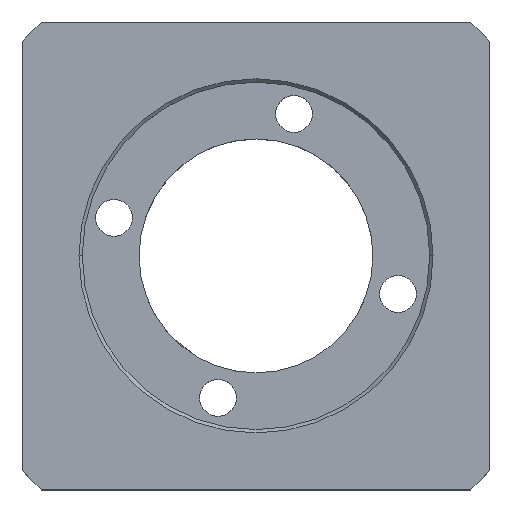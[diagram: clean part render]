
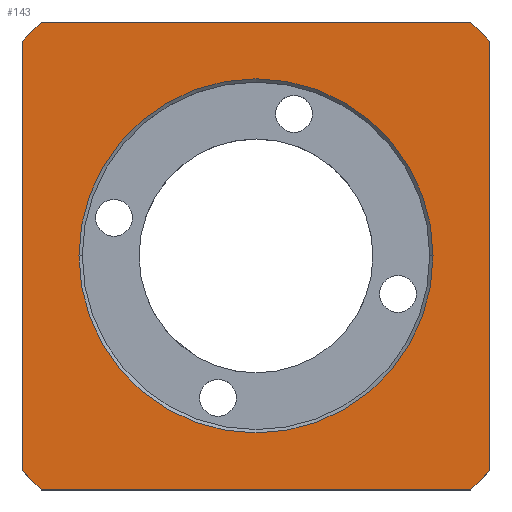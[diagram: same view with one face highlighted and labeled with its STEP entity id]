
A CAD part, top view. The second image highlights one B-rep face of the part: STEP entity #143.
In plain terms, the highlighted planar face has unit normal (0, 0, 1).
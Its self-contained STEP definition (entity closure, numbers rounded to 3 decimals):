
#143=ADVANCED_FACE('',(#316,#317),#318,.T.);
#316=FACE_OUTER_BOUND('',#522,.T.);
#317=FACE_BOUND('',#523,.T.);
#318=PLANE('',#524);
#522=EDGE_LOOP('',(#881,#882,#883,#884,#885,#886,#887,#888));
#523=EDGE_LOOP('',(#889,#890));
#524=AXIS2_PLACEMENT_3D('',#891,#892,#893);
#881=ORIENTED_EDGE('',*,*,#1287,.T.);
#882=ORIENTED_EDGE('',*,*,#1307,.T.);
#883=ORIENTED_EDGE('',*,*,#1291,.T.);
#884=ORIENTED_EDGE('',*,*,#1304,.T.);
#885=ORIENTED_EDGE('',*,*,#1298,.T.);
#886=ORIENTED_EDGE('',*,*,#1308,.T.);
#887=ORIENTED_EDGE('',*,*,#1301,.T.);
#888=ORIENTED_EDGE('',*,*,#1294,.T.);
#889=ORIENTED_EDGE('',*,*,#1309,.T.);
#890=ORIENTED_EDGE('',*,*,#1269,.T.);
#891=CARTESIAN_POINT('',(0.0,0.0,23.1));
#892=DIRECTION('',(0.0,0.0,1.0));
#893=DIRECTION('',(1.0,-0.0,0.0));
#1269=EDGE_CURVE('',#1553,#1551,#1554,.T.);
#1287=EDGE_CURVE('',#1581,#1579,#1582,.T.);
#1291=EDGE_CURVE('',#1587,#1585,#1588,.T.);
#1294=EDGE_CURVE('',#1591,#1581,#1592,.T.);
#1298=EDGE_CURVE('',#1597,#1595,#1598,.T.);
#1301=EDGE_CURVE('',#1601,#1591,#1602,.T.);
#1304=EDGE_CURVE('',#1585,#1597,#1605,.T.);
#1307=EDGE_CURVE('',#1579,#1587,#1608,.T.);
#1308=EDGE_CURVE('',#1595,#1601,#1609,.T.);
#1309=EDGE_CURVE('',#1551,#1553,#1610,.T.);
#1551=VERTEX_POINT('',#1917);
#1553=VERTEX_POINT('',#1920);
#1554=CIRCLE('',#1921,26.5);
#1579=VERTEX_POINT('',#1951);
#1581=VERTEX_POINT('',#1954);
#1582=CIRCLE('',#1955,47.5);
#1585=VERTEX_POINT('',#1959);
#1587=VERTEX_POINT('',#1962);
#1588=CIRCLE('',#1963,47.5);
#1591=VERTEX_POINT('',#1967);
#1592=LINE('',#1968,#1969);
#1595=VERTEX_POINT('',#1973);
#1597=VERTEX_POINT('',#1976);
#1598=CIRCLE('',#1977,47.5);
#1601=VERTEX_POINT('',#1981);
#1602=CIRCLE('',#1982,47.5);
#1605=LINE('',#1986,#1987);
#1608=LINE('',#1990,#1991);
#1609=LINE('',#1992,#1993);
#1610=CIRCLE('',#1994,26.5);
#1917=CARTESIAN_POINT('',(26.5,0.0,23.1));
#1920=CARTESIAN_POINT('',(-26.5,0.,23.1));
#1921=AXIS2_PLACEMENT_3D('',#2235,#2236,#2237);
#1951=CARTESIAN_POINT('',(32.113,35.0,23.1));
#1954=CARTESIAN_POINT('',(35.0,32.113,23.1));
#1955=AXIS2_PLACEMENT_3D('',#2271,#2272,#2273);
#1959=CARTESIAN_POINT('',(-35.0,32.113,23.1));
#1962=CARTESIAN_POINT('',(-32.113,35.0,23.1));
#1963=AXIS2_PLACEMENT_3D('',#2276,#2277,#2278);
#1967=CARTESIAN_POINT('',(35.0,-32.113,23.1));
#1968=CARTESIAN_POINT('',(35.0,-32.113,23.1));
#1969=VECTOR('',#2280,64.226);
#1973=CARTESIAN_POINT('',(-32.113,-35.0,23.1));
#1976=CARTESIAN_POINT('',(-35.0,-32.113,23.1));
#1977=AXIS2_PLACEMENT_3D('',#2283,#2284,#2285);
#1981=CARTESIAN_POINT('',(32.113,-35.0,23.1));
#1982=AXIS2_PLACEMENT_3D('',#2287,#2288,#2289);
#1986=CARTESIAN_POINT('',(-35.0,32.113,23.1));
#1987=VECTOR('',#2291,64.226);
#1990=CARTESIAN_POINT('',(32.113,35.0,23.1));
#1991=VECTOR('',#2295,64.226);
#1992=CARTESIAN_POINT('',(-32.113,-35.0,23.1));
#1993=VECTOR('',#2296,64.226);
#1994=AXIS2_PLACEMENT_3D('',#2297,#2298,#2299);
#2235=CARTESIAN_POINT('',(0.0,0.0,23.1));
#2236=DIRECTION('',(0.0,0.0,-1.0));
#2237=DIRECTION('',(-1.0,0.0,0.0));
#2271=CARTESIAN_POINT('',(0.0,0.0,23.1));
#2272=DIRECTION('',(0.0,-0.0,1.0));
#2273=DIRECTION('',(0.737,0.676,0.0));
#2276=CARTESIAN_POINT('',(0.0,0.0,23.1));
#2277=DIRECTION('',(0.0,0.0,1.0));
#2278=DIRECTION('',(-0.676,0.737,0.0));
#2280=DIRECTION('',(0.0,1.0,0.0));
#2283=CARTESIAN_POINT('',(0.0,0.0,23.1));
#2284=DIRECTION('',(0.0,0.0,1.0));
#2285=DIRECTION('',(-0.737,-0.676,0.0));
#2287=CARTESIAN_POINT('',(0.0,0.0,23.1));
#2288=DIRECTION('',(0.0,0.0,1.0));
#2289=DIRECTION('',(0.676,-0.737,0.0));
#2291=DIRECTION('',(0.0,-1.0,0.0));
#2295=DIRECTION('',(-1.0,0.0,0.0));
#2296=DIRECTION('',(1.0,0.0,0.0));
#2297=CARTESIAN_POINT('',(0.0,0.0,23.1));
#2298=DIRECTION('',(0.0,0.0,-1.0));
#2299=DIRECTION('',(-1.0,0.0,0.0));
